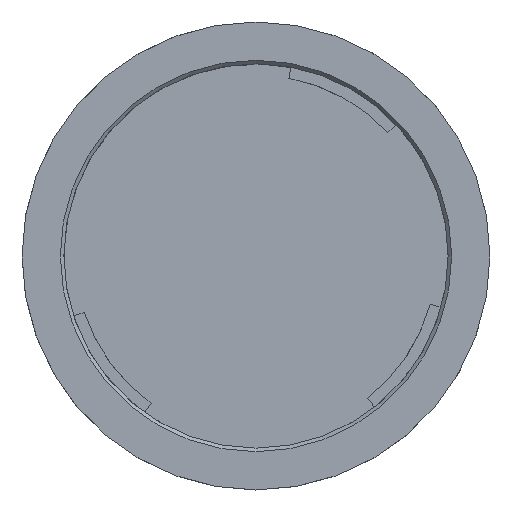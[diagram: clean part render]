
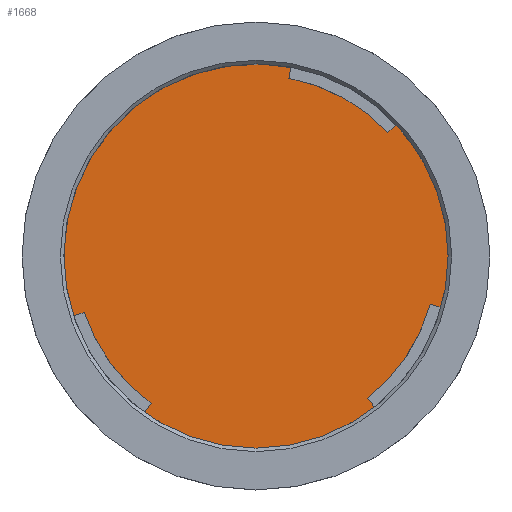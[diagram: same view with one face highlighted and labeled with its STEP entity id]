
A CAD part, top view. The second image highlights one B-rep face of the part: STEP entity #1668.
In plain terms, the highlighted planar face has unit normal (0, 0, 1).
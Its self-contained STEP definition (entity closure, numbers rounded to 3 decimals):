
#32=CARTESIAN_POINT('',(227.1,0.,-16.));
#33=VERTEX_POINT('',#32);
#42=CARTESIAN_POINT('',(218.41,-19.887,-16.));
#43=VERTEX_POINT('',#42);
#44=CARTESIAN_POINT('',(200.,-0.,-16.));
#45=DIRECTION('',(-0.,0.,1.));
#46=DIRECTION('',(0.,1.,-0.));
#47=AXIS2_PLACEMENT_3D('',#44,#45,#46);
#48=CIRCLE('',#47,27.1);
#49=EDGE_CURVE('',#43,#33,#48,.T.);
#100=CARTESIAN_POINT('',(216.737,-21.314,-16.));
#101=VERTEX_POINT('',#100);
#108=CARTESIAN_POINT('',(175.016,-10.498,-16.));
#109=VERTEX_POINT('',#108);
#110=CARTESIAN_POINT('',(200.,-0.,-16.));
#111=DIRECTION('',(-0.,0.,1.));
#112=DIRECTION('',(0.,1.,-0.));
#113=AXIS2_PLACEMENT_3D('',#110,#111,#112);
#114=CIRCLE('',#113,27.1);
#115=EDGE_CURVE('',#109,#101,#114,.T.);
#160=CARTESIAN_POINT('',(174.247,-8.437,-16.));
#161=VERTEX_POINT('',#160);
#168=CARTESIAN_POINT('',(218.207,20.073,-16.));
#169=VERTEX_POINT('',#168);
#170=CARTESIAN_POINT('',(200.,-0.,-16.));
#171=DIRECTION('',(-0.,0.,1.));
#172=DIRECTION('',(0.,1.,-0.));
#173=AXIS2_PLACEMENT_3D('',#170,#171,#172);
#174=CIRCLE('',#173,27.1);
#175=EDGE_CURVE('',#169,#161,#174,.T.);
#226=CARTESIAN_POINT('',(219.774,18.531,-16.));
#227=VERTEX_POINT('',#226);
#234=CARTESIAN_POINT('',(200.,-0.,-16.));
#235=DIRECTION('',(-0.,0.,1.));
#236=DIRECTION('',(0.,1.,-0.));
#237=AXIS2_PLACEMENT_3D('',#234,#235,#236);
#238=CIRCLE('',#237,27.1);
#239=EDGE_CURVE('',#33,#227,#238,.T.);
#1194=CARTESIAN_POINT('',(176.491,-9.878,-16.));
#1195=VERTEX_POINT('',#1194);
#1202=CARTESIAN_POINT('',(175.767,-7.939,-16.));
#1203=VERTEX_POINT('',#1202);
#1204=CARTESIAN_POINT('',(200.,-0.,-16.));
#1205=DIRECTION('',(0.,-0.,-1.));
#1206=DIRECTION('',(0.,1.,-0.));
#1207=AXIS2_PLACEMENT_3D('',#1204,#1205,#1206);
#1208=CIRCLE('',#1207,25.5);
#1209=EDGE_CURVE('',#1195,#1203,#1208,.T.);
#1253=CARTESIAN_POINT('',(217.132,18.888,-16.));
#1254=VERTEX_POINT('',#1253);
#1261=CARTESIAN_POINT('',(218.607,17.437,-16.));
#1262=VERTEX_POINT('',#1261);
#1263=CARTESIAN_POINT('',(200.,-0.,-16.));
#1264=DIRECTION('',(0.,-0.,-1.));
#1265=DIRECTION('',(0.,1.,-0.));
#1266=AXIS2_PLACEMENT_3D('',#1263,#1264,#1265);
#1267=CIRCLE('',#1266,25.5);
#1268=EDGE_CURVE('',#1254,#1262,#1267,.T.);
#1310=CARTESIAN_POINT('',(218.607,17.437,-16.));
#1311=DIRECTION('',(0.73,0.684,-0.));
#1312=VECTOR('',#1311,1.6);
#1313=LINE('',#1310,#1312);
#1314=EDGE_CURVE('',#1262,#227,#1313,.T.);
#1350=CARTESIAN_POINT('',(217.132,18.888,-16.));
#1351=DIRECTION('',(0.672,0.741,-0.));
#1352=VECTOR('',#1351,1.6);
#1353=LINE('',#1350,#1352);
#1354=EDGE_CURVE('',#1254,#169,#1353,.T.);
#1420=CARTESIAN_POINT('',(175.767,-7.939,-16.));
#1421=DIRECTION('',(-0.95,-0.311,0.));
#1422=VECTOR('',#1421,1.6);
#1423=LINE('',#1420,#1422);
#1424=EDGE_CURVE('',#1203,#161,#1423,.T.);
#1460=CARTESIAN_POINT('',(176.491,-9.878,-16.));
#1461=DIRECTION('',(-0.922,-0.387,0.));
#1462=VECTOR('',#1461,1.6);
#1463=LINE('',#1460,#1462);
#1464=EDGE_CURVE('',#1195,#109,#1463,.T.);
#1628=CARTESIAN_POINT('',(350.,100.,-16.));
#1629=DIRECTION('',(0.,-0.,-1.));
#1630=DIRECTION('',(0.,1.,-0.));
#1631=AXIS2_PLACEMENT_3D('',#1628,#1629,#1630);
#1632=PLANE('',#1631);
#1633=ORIENTED_EDGE('',*,*,#1464,.T.);
#1634=ORIENTED_EDGE('',*,*,#115,.T.);
#1635=CARTESIAN_POINT('',(215.749,-20.056,-16.));
#1636=VERTEX_POINT('',#1635);
#1637=CARTESIAN_POINT('',(215.749,-20.056,-16.));
#1638=DIRECTION('',(0.618,-0.787,0.));
#1639=VECTOR('',#1638,1.6);
#1640=LINE('',#1637,#1639);
#1641=EDGE_CURVE('',#1636,#101,#1640,.T.);
#1642=ORIENTED_EDGE('',*,*,#1641,.F.);
#1643=CARTESIAN_POINT('',(217.323,-18.713,-16.));
#1644=VERTEX_POINT('',#1643);
#1645=CARTESIAN_POINT('',(200.,-0.,-16.));
#1646=DIRECTION('',(0.,-0.,-1.));
#1647=DIRECTION('',(0.,1.,-0.));
#1648=AXIS2_PLACEMENT_3D('',#1645,#1646,#1647);
#1649=CIRCLE('',#1648,25.5);
#1650=EDGE_CURVE('',#1644,#1636,#1649,.T.);
#1651=ORIENTED_EDGE('',*,*,#1650,.F.);
#1652=CARTESIAN_POINT('',(217.323,-18.713,-16.));
#1653=DIRECTION('',(0.679,-0.734,0.));
#1654=VECTOR('',#1653,1.6);
#1655=LINE('',#1652,#1654);
#1656=EDGE_CURVE('',#1644,#43,#1655,.T.);
#1657=ORIENTED_EDGE('',*,*,#1656,.T.);
#1658=ORIENTED_EDGE('',*,*,#49,.T.);
#1659=ORIENTED_EDGE('',*,*,#239,.T.);
#1660=ORIENTED_EDGE('',*,*,#1314,.F.);
#1661=ORIENTED_EDGE('',*,*,#1268,.F.);
#1662=ORIENTED_EDGE('',*,*,#1354,.T.);
#1663=ORIENTED_EDGE('',*,*,#175,.T.);
#1664=ORIENTED_EDGE('',*,*,#1424,.F.);
#1665=ORIENTED_EDGE('',*,*,#1209,.F.);
#1666=EDGE_LOOP('',(#1633,#1634,#1642,#1651,#1657,#1658,#1659,#1660,#1661,#1662,#1663,#1664,#1665));
#1667=FACE_BOUND('',#1666,.T.);
#1668=ADVANCED_FACE('',(#1667),#1632,.F.);
